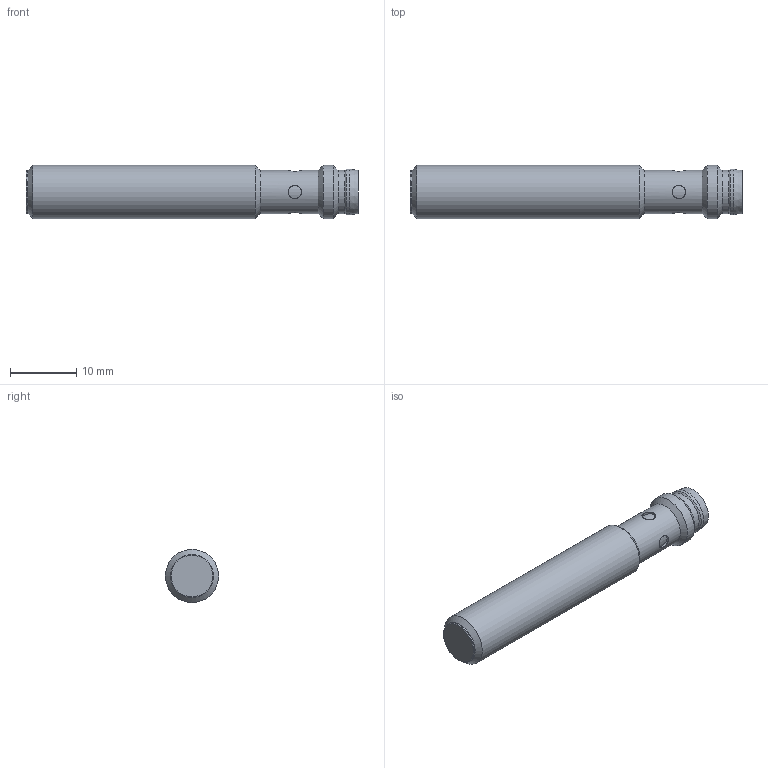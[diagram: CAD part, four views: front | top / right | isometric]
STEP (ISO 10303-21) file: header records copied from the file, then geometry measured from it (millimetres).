
FILE_DESCRIPTION( ( 'Unknown' ), '1' );
FILE_NAME( 'AE1_1F_fig.stp', 'Unknown', ( 'Unknown' ), ( 'Unknown' ), 'PSStep 16.0.42', 'Unknown', ' ' );
FILE_SCHEMA( ( 'AUTOMOTIVE_DESIGN { 1 0 10303 214 1 1 1 1 }' ) );
Length unit declared in the file: millimetre
Products named in the file (4): Assem1
Assembly tree (3 placements, depth 2):
  Assem1
    (unnamed)
    (unnamed)
    (unnamed)
Bounding box: 50 x 8 x 8 mm (x, y, z)
Volume: 9.9 mm3; surface area: 1737.9 mm2
Topology: 1 solids, 26 shells, 29 faces, 101 edges, 71 vertices
Faces by surface type: cylinder 15, cone 6, plane 4, sphere 3, torus 1
Full cylindrical faces by diameter (mm): 1 x3, 2 x4, 5.85 x2, 6.5 x3, 6.9 x1, 8 x2
Entity records: 1408 total; most frequent: CARTESIAN_POINT 681, DIRECTION 154, AXIS2_PLACEMENT_3D 77, EDGE_LOOP 63, ORIENTED_EDGE 63, EDGE_CURVE 60, VERTEX_POINT 60, FACE_BOUND 57
